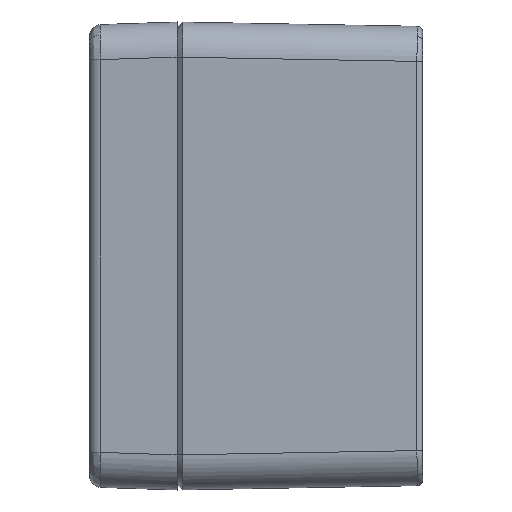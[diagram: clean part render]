
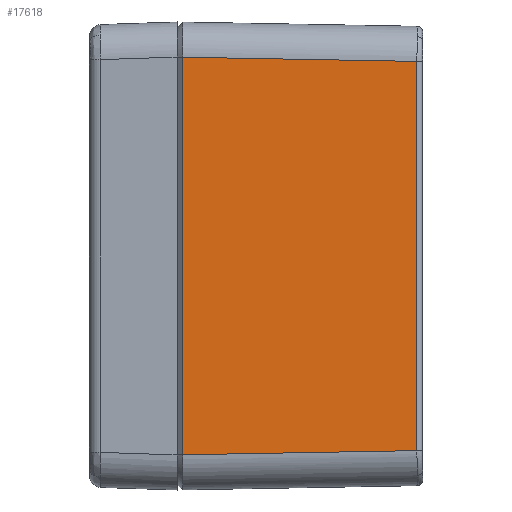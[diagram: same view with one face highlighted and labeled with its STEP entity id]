
A CAD part, left-side view. The second image highlights one B-rep face of the part: STEP entity #17618.
In plain terms, the highlighted planar face has unit normal (-1, -0.018, 0).
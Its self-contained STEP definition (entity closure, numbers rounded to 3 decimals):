
#1557=PLANE('',#19073);
#2288=LINE('',#44163,#3456);
#2289=LINE('',#44164,#3457);
#2290=LINE('',#44166,#3458);
#2291=LINE('',#44167,#3459);
#3456=VECTOR('',#21637,1000.);
#3457=VECTOR('',#21638,1000.);
#3458=VECTOR('',#21639,1000.);
#3459=VECTOR('',#21640,1000.);
#5039=FACE_OUTER_BOUND('',#6337,.T.);
#6337=EDGE_LOOP('',(#14171,#14172,#14173,#14174));
#8243=VERTEX_POINT('',#40939);
#8627=VERTEX_POINT('',#44161);
#8628=VERTEX_POINT('',#44162);
#8629=VERTEX_POINT('',#44165);
#10646=EDGE_CURVE('',#8627,#8628,#2288,.T.);
#10647=EDGE_CURVE('',#8628,#8243,#2289,.T.);
#10648=EDGE_CURVE('',#8243,#8629,#2290,.T.);
#10649=EDGE_CURVE('',#8629,#8627,#2291,.T.);
#14171=ORIENTED_EDGE('',*,*,#10646,.T.);
#14172=ORIENTED_EDGE('',*,*,#10647,.T.);
#14173=ORIENTED_EDGE('',*,*,#10648,.T.);
#14174=ORIENTED_EDGE('',*,*,#10649,.T.);
#17618=ADVANCED_FACE('',(#5039),#1557,.T.);
#19073=AXIS2_PLACEMENT_3D('',#44160,#21635,#21636);
#21635=DIRECTION('center_axis',(-1.,-0.018,
0.));
#21636=DIRECTION('ref_axis',(0.018,-1.,0.));
#21637=DIRECTION('',(0.018,-1.,0.018));
#21638=DIRECTION('',(0.,0.,1.));
#21639=DIRECTION('',(-0.018,1.,0.018));
#21640=DIRECTION('',(0.,0.,-1.));
#40939=CARTESIAN_POINT('',(-61.768,-41.018,33.268));
#44160=CARTESIAN_POINT('Origin',(-62.5,0.,-40.));
#44161=CARTESIAN_POINT('',(-62.482,-0.993,-33.983));
#44162=CARTESIAN_POINT('',(-61.768,-41.018,-33.268));
#44163=CARTESIAN_POINT('',(-62.502,0.107,-34.003));
#44164=CARTESIAN_POINT('',(-61.768,-41.018,33.251));
#44165=CARTESIAN_POINT('',(-62.482,-0.993,33.983));
#44166=CARTESIAN_POINT('',(-62.476,-1.321,33.977));
#44167=CARTESIAN_POINT('',(-62.482,-0.993,-40.));
